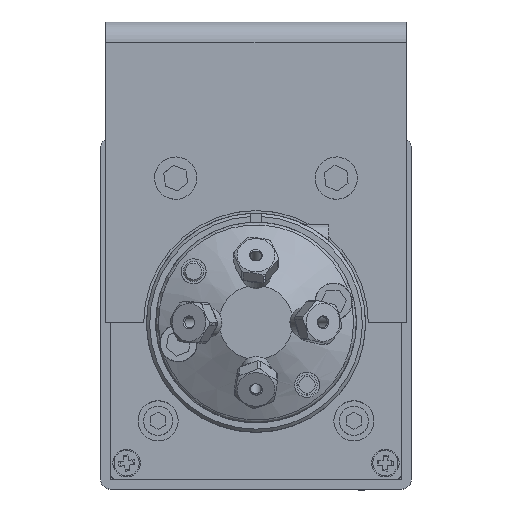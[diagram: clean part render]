
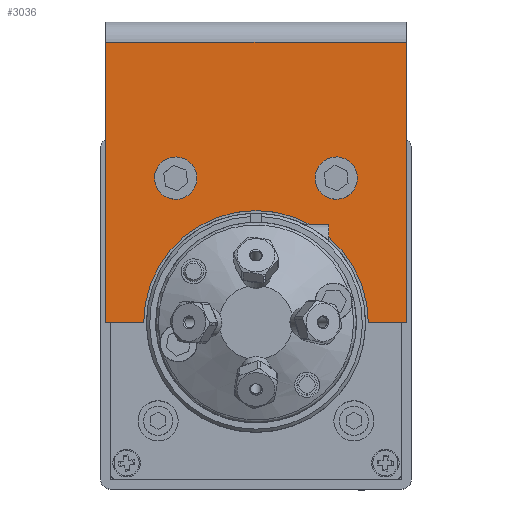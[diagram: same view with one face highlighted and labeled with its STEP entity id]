
A CAD part, top view. The second image highlights one B-rep face of the part: STEP entity #3036.
In plain terms, the highlighted planar face has unit normal (0, 0, 1).
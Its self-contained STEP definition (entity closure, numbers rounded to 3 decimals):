
#2663=CARTESIAN_POINT('',(3.175,20.955,24.526));
#2664=VERTEX_POINT('',#2663);
#2671=CARTESIAN_POINT('',(-2.857,20.955,24.526));
#2672=VERTEX_POINT('',#2671);
#2673=CARTESIAN_POINT('',(-2.857,20.955,24.526));
#2674=DIRECTION('',(1.0,0.0,0.0));
#2675=VECTOR('',#2674,6.032);
#2676=LINE('',#2673,#2675);
#2677=EDGE_CURVE('',#2672,#2664,#2676,.T.);
#2711=CARTESIAN_POINT('',(38.735,20.955,24.526));
#2712=VERTEX_POINT('',#2711);
#2719=CARTESIAN_POINT('',(20.955,20.955,24.526));
#2720=DIRECTION('',(0.0,0.0,-1.0));
#2721=DIRECTION('',(-1.0,0.0,0.0));
#2722=AXIS2_PLACEMENT_3D('',#2719,#2720,#2721);
#2723=CIRCLE('',#2722,17.78);
#2724=EDGE_CURVE('',#2664,#2712,#2723,.T.);
#2910=CARTESIAN_POINT('',(44.768,20.955,24.526));
#2911=VERTEX_POINT('',#2910);
#2918=CARTESIAN_POINT('',(38.735,20.955,24.526));
#2919=DIRECTION('',(1.0,0.0,0.0));
#2920=VECTOR('',#2919,6.033);
#2921=LINE('',#2918,#2920);
#2922=EDGE_CURVE('',#2712,#2911,#2921,.T.);
#2982=CARTESIAN_POINT('',(-2.857,20.955,24.526));
#2983=DIRECTION('',(0.0,0.0,1.0));
#2984=DIRECTION('',(-1.0,0.0,0.0));
#2985=AXIS2_PLACEMENT_3D('',#2982,#2983,#2984);
#2986=PLANE('',#2985);
#2987=CARTESIAN_POINT('',(-2.857,65.405,24.526));
#2988=VERTEX_POINT('',#2987);
#2989=CARTESIAN_POINT('',(44.768,65.405,24.526));
#2990=VERTEX_POINT('',#2989);
#2991=CARTESIAN_POINT('',(-2.857,65.405,24.526));
#2992=DIRECTION('',(1.0,0.0,0.0));
#2993=VECTOR('',#2992,47.625);
#2994=LINE('',#2991,#2993);
#2995=EDGE_CURVE('',#2988,#2990,#2994,.T.);
#2996=ORIENTED_EDGE('',*,*,#2995,.F.);
#2997=CARTESIAN_POINT('',(-2.857,20.955,24.526));
#2998=DIRECTION('',(0.0,1.0,0.0));
#2999=VECTOR('',#2998,44.45);
#3000=LINE('',#2997,#2999);
#3001=EDGE_CURVE('',#2672,#2988,#3000,.T.);
#3002=ORIENTED_EDGE('',*,*,#3001,.F.);
#3003=ORIENTED_EDGE('',*,*,#2677,.T.);
#3004=ORIENTED_EDGE('',*,*,#2724,.T.);
#3005=ORIENTED_EDGE('',*,*,#2922,.T.);
#3006=CARTESIAN_POINT('',(44.768,20.955,24.526));
#3007=DIRECTION('',(0.0,1.0,0.0));
#3008=VECTOR('',#3007,44.45);
#3009=LINE('',#3006,#3008);
#3010=EDGE_CURVE('',#2911,#2990,#3009,.T.);
#3011=ORIENTED_EDGE('',*,*,#3010,.T.);
#3012=EDGE_LOOP('',(#2996,#3002,#3003,#3004,#3005,#3011));
#3013=FACE_OUTER_BOUND('',#3012,.T.);
#3014=CARTESIAN_POINT('',(31.495,43.866,24.526));
#3015=VERTEX_POINT('',#3014);
#3016=CARTESIAN_POINT('',(33.655,43.866,24.526));
#3017=DIRECTION('',(0.0,0.0,-1.0));
#3018=DIRECTION('',(-1.0,0.0,0.0));
#3019=AXIS2_PLACEMENT_3D('',#3016,#3017,#3018);
#3020=CIRCLE('',#3019,2.16);
#3021=EDGE_CURVE('',#3015,#3015,#3020,.T.);
#3022=ORIENTED_EDGE('',*,*,#3021,.T.);
#3023=EDGE_LOOP('',(#3022));
#3024=FACE_BOUND('',#3023,.T.);
#3025=CARTESIAN_POINT('',(6.095,43.866,24.526));
#3026=VERTEX_POINT('',#3025);
#3027=CARTESIAN_POINT('',(8.255,43.866,24.526));
#3028=DIRECTION('',(0.0,0.0,-1.0));
#3029=DIRECTION('',(-1.0,0.0,0.0));
#3030=AXIS2_PLACEMENT_3D('',#3027,#3028,#3029);
#3031=CIRCLE('',#3030,2.16);
#3032=EDGE_CURVE('',#3026,#3026,#3031,.T.);
#3033=ORIENTED_EDGE('',*,*,#3032,.T.);
#3034=EDGE_LOOP('',(#3033));
#3035=FACE_BOUND('',#3034,.T.);
#3036=ADVANCED_FACE('',(#3013,#3024,#3035),#2986,.T.);
